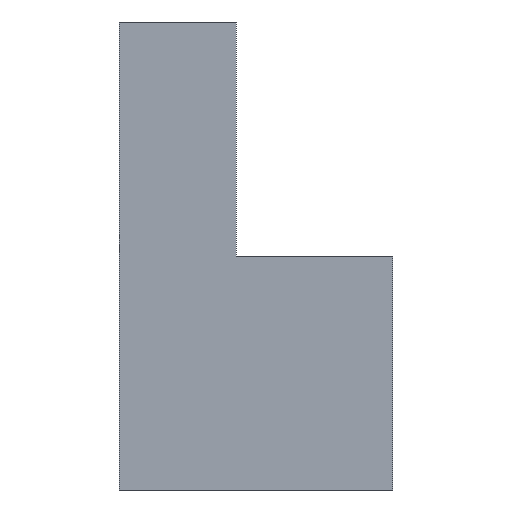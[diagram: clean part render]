
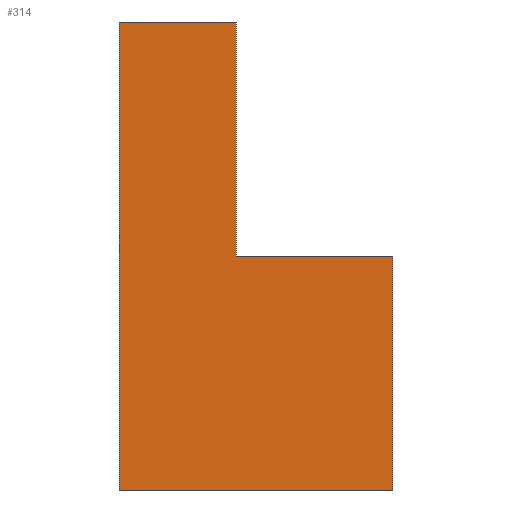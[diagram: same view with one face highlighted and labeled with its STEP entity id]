
A CAD part, left-side view. The second image highlights one B-rep face of the part: STEP entity #314.
In plain terms, the highlighted planar face has unit normal (-1, 0, 0).
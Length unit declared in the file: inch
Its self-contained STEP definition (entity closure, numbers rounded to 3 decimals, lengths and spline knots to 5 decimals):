
#28=FACE_OUTER_BOUND('',#44,.T.);
#44=EDGE_LOOP('',(#263,#264,#265,#266,#267,#268));
#50=LINE('',#432,#92);
#53=LINE('',#438,#95);
#54=LINE('',#441,#96);
#79=LINE('',#493,#121);
#87=LINE('',#506,#129);
#88=LINE('',#507,#130);
#92=VECTOR('',#354,0.3937);
#95=VECTOR('',#359,0.3937);
#96=VECTOR('',#362,0.3937);
#121=VECTOR('',#401,0.3937);
#129=VECTOR('',#417,0.3937);
#130=VECTOR('',#418,0.3937);
#132=VERTEX_POINT('',#426);
#134=VERTEX_POINT('',#430);
#136=VERTEX_POINT('',#436);
#137=VERTEX_POINT('',#440);
#155=VERTEX_POINT('',#489);
#157=VERTEX_POINT('',#492);
#162=EDGE_CURVE('',#132,#134,#50,.T.);
#165=EDGE_CURVE('',#136,#134,#53,.T.);
#166=EDGE_CURVE('',#137,#132,#54,.T.);
#191=EDGE_CURVE('',#155,#157,#79,.T.);
#199=EDGE_CURVE('',#155,#137,#87,.T.);
#200=EDGE_CURVE('',#157,#136,#88,.T.);
#263=ORIENTED_EDGE('',*,*,#199,.T.);
#264=ORIENTED_EDGE('',*,*,#166,.T.);
#265=ORIENTED_EDGE('',*,*,#162,.T.);
#266=ORIENTED_EDGE('',*,*,#165,.F.);
#267=ORIENTED_EDGE('',*,*,#200,.F.);
#268=ORIENTED_EDGE('',*,*,#191,.F.);
#298=PLANE('',#344);
#314=ADVANCED_FACE('',(#28),#298,.T.);
#344=AXIS2_PLACEMENT_3D('',#505,#415,#416);
#354=DIRECTION('',(0.,0.,1.));
#359=DIRECTION('',(0.,-1.,0.));
#362=DIRECTION('',(0.,1.,0.));
#401=DIRECTION('',(0.,1.,0.));
#415=DIRECTION('center_axis',(-1.,0.,0.));
#416=DIRECTION('ref_axis',(0.,0.,1.));
#417=DIRECTION('',(0.,0.,1.));
#418=DIRECTION('',(0.,0.,1.));
#426=CARTESIAN_POINT('',(0.,1.,1.5));
#430=CARTESIAN_POINT('',(0.,1.,3.));
#432=CARTESIAN_POINT('',(0.,1.,1.5));
#436=CARTESIAN_POINT('',(0.,1.75,3.));
#438=CARTESIAN_POINT('',(0.,1.,3.));
#440=CARTESIAN_POINT('',(0.,0.,1.5));
#441=CARTESIAN_POINT('',(0.,0.,1.5));
#489=CARTESIAN_POINT('',(0.,0.,0.));
#492=CARTESIAN_POINT('',(0.,1.75,0.));
#493=CARTESIAN_POINT('',(0.,0.,0.));
#505=CARTESIAN_POINT('Origin',(0.,0.,0.));
#506=CARTESIAN_POINT('',(0.,0.,0.));
#507=CARTESIAN_POINT('',(0.,1.75,0.));
